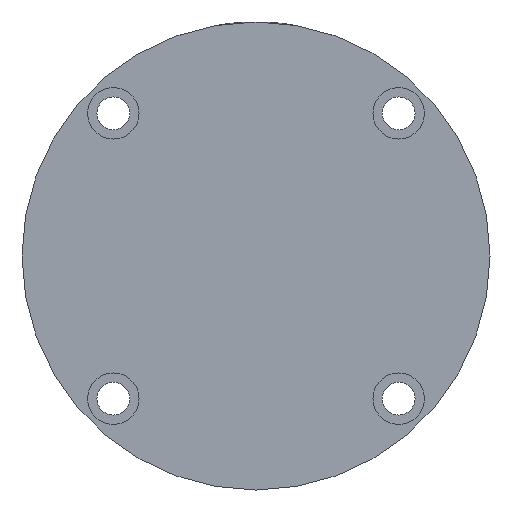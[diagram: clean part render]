
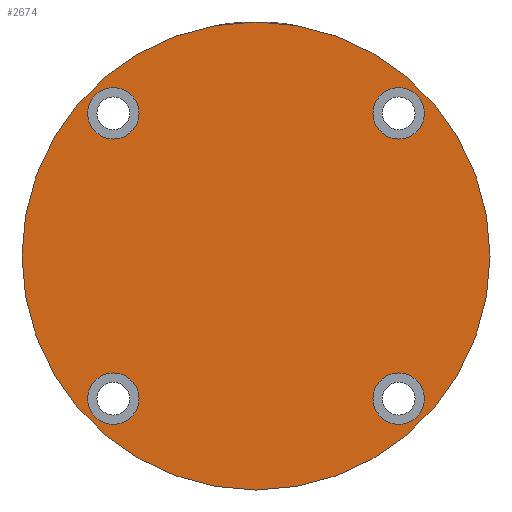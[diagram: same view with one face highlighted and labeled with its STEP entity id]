
A CAD part, left-side view. The second image highlights one B-rep face of the part: STEP entity #2674.
In plain terms, the highlighted face is planar.
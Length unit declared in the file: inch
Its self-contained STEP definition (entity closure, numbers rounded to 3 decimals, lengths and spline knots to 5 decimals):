
#5 = PLANE ( 'NONE',  #1851 ) ;
#25 = ORIENTED_EDGE ( 'NONE', *, *, #1537, .T. ) ;
#33 = CARTESIAN_POINT ( 'NONE',  ( 0.95106, 0.53, 0.77956 ) ) ;
#43 = CARTESIAN_POINT ( 'NONE',  ( 0.95106, 0.53, -0.95106 ) ) ;
#69 = DIRECTION ( 'NONE',  ( 0., 0., 1. ) ) ;
#168 = EDGE_CURVE ( 'NONE', #1999, #2665, #3302, .T. ) ;
#236 = EDGE_CURVE ( 'NONE', #3178, #3175, #3193, .T. ) ;
#277 = VERTEX_POINT ( 'NONE', #640 ) ;
#376 = DIRECTION ( 'NONE',  ( 0., 0., -1. ) ) ;
#387 = AXIS2_PLACEMENT_3D ( 'NONE', #1712, #1698, #1647 ) ;
#417 = DIRECTION ( 'NONE',  ( 0., 0., 1. ) ) ;
#443 = CIRCLE ( 'NONE', #2994, 0.1715 ) ;
#462 = VERTEX_POINT ( 'NONE', #2238 ) ;
#640 = CARTESIAN_POINT ( 'NONE',  ( 0.95106, 0.53, -0.77956 ) ) ;
#710 = CARTESIAN_POINT ( 'NONE',  ( 0.95106, 0.53, -1.12256 ) ) ;
#823 = FACE_OUTER_BOUND ( 'NONE', #2704, .T. ) ;
#886 = CARTESIAN_POINT ( 'NONE',  ( -0.95106, 0.53, 1.12256 ) ) ;
#918 = CARTESIAN_POINT ( 'NONE',  ( -0.95106, 0.53, -0.95106 ) ) ;
#923 = CIRCLE ( 'NONE', #2374, 0.1715 ) ;
#981 = DIRECTION ( 'NONE',  ( 0., 0., 1. ) ) ;
#1066 = DIRECTION ( 'NONE',  ( 0., 1., 0. ) ) ;
#1071 = ORIENTED_EDGE ( 'NONE', *, *, #3555, .F. ) ;
#1082 = CARTESIAN_POINT ( 'NONE',  ( -0.95106, 0.53, 0.95106 ) ) ;
#1151 = DIRECTION ( 'NONE',  ( 0., 1., 0. ) ) ;
#1160 = CARTESIAN_POINT ( 'NONE',  ( -0.95106, 0.53, -0.77956 ) ) ;
#1213 = CARTESIAN_POINT ( 'NONE',  ( 0., 0.53, 0. ) ) ;
#1237 = AXIS2_PLACEMENT_3D ( 'NONE', #1472, #3913, #1816 ) ;
#1286 = DIRECTION ( 'NONE',  ( 0., 0., 1. ) ) ;
#1304 = EDGE_LOOP ( 'NONE', ( #1071, #3867 ) ) ;
#1448 = EDGE_CURVE ( 'NONE', #2665, #1999, #923, .T. ) ;
#1472 = CARTESIAN_POINT ( 'NONE',  ( 0., 0.53, 0. ) ) ;
#1537 = EDGE_CURVE ( 'NONE', #2551, #462, #4426, .T. ) ;
#1562 = DIRECTION ( 'NONE',  ( 0., 0., 1. ) ) ;
#1592 = AXIS2_PLACEMENT_3D ( 'NONE', #1082, #1066, #981 ) ;
#1647 = DIRECTION ( 'NONE',  ( 0., 0., 1. ) ) ;
#1658 = AXIS2_PLACEMENT_3D ( 'NONE', #4065, #1964, #4414 ) ;
#1698 = DIRECTION ( 'NONE',  ( 0., 1., 0. ) ) ;
#1712 = CARTESIAN_POINT ( 'NONE',  ( 0.95106, 0.53, 0.95106 ) ) ;
#1751 = AXIS2_PLACEMENT_3D ( 'NONE', #3946, #1831, #4285 ) ;
#1765 = EDGE_CURVE ( 'NONE', #3279, #2557, #443, .T. ) ;
#1777 = FACE_BOUND ( 'NONE', #3268, .T. ) ;
#1794 = AXIS2_PLACEMENT_3D ( 'NONE', #43, #2528, #417 ) ;
#1816 = DIRECTION ( 'NONE',  ( 0., 0., 1. ) ) ;
#1831 = DIRECTION ( 'NONE',  ( 0., 1., 0. ) ) ;
#1851 = AXIS2_PLACEMENT_3D ( 'NONE', #2809, #2492, #376 ) ;
#1943 = CIRCLE ( 'NONE', #4021, 0.1715 ) ;
#1964 = DIRECTION ( 'NONE',  ( 0., 1., 0. ) ) ;
#1999 = VERTEX_POINT ( 'NONE', #33 ) ;
#2008 = CIRCLE ( 'NONE', #1794, 0.1715 ) ;
#2105 = ORIENTED_EDGE ( 'NONE', *, *, #1448, .F. ) ;
#2197 = DIRECTION ( 'NONE',  ( 0., 1., 0. ) ) ;
#2238 = CARTESIAN_POINT ( 'NONE',  ( 0., 0.53, 1.56 ) ) ;
#2374 = AXIS2_PLACEMENT_3D ( 'NONE', #3244, #1151, #3594 ) ;
#2463 = EDGE_CURVE ( 'NONE', #462, #2551, #3582, .T. ) ;
#2492 = DIRECTION ( 'NONE',  ( 0., -1., 0. ) ) ;
#2528 = DIRECTION ( 'NONE',  ( 0., 1., 0. ) ) ;
#2551 = VERTEX_POINT ( 'NONE', #3589 ) ;
#2557 = VERTEX_POINT ( 'NONE', #1160 ) ;
#2579 = FACE_BOUND ( 'NONE', #3944, .T. ) ;
#2585 = ORIENTED_EDGE ( 'NONE', *, *, #3372, .F. ) ;
#2602 = CIRCLE ( 'NONE', #1751, 0.1715 ) ;
#2646 = VERTEX_POINT ( 'NONE', #710 ) ;
#2665 = VERTEX_POINT ( 'NONE', #2828 ) ;
#2674 = ADVANCED_FACE ( 'PLANAR_0', ( #1777, #4437, #3529, #2579, #823 ), #5, .F. ) ;
#2704 = EDGE_LOOP ( 'NONE', ( #3489, #25 ) ) ;
#2809 = CARTESIAN_POINT ( 'NONE',  ( 0., 0.53, 0. ) ) ;
#2828 = CARTESIAN_POINT ( 'NONE',  ( 0.95106, 0.53, 1.12256 ) ) ;
#2994 = AXIS2_PLACEMENT_3D ( 'NONE', #918, #3376, #1286 ) ;
#3087 = EDGE_CURVE ( 'NONE', #3175, #3178, #1943, .T. ) ;
#3156 = ORIENTED_EDGE ( 'NONE', *, *, #168, .F. ) ;
#3175 = VERTEX_POINT ( 'NONE', #3972 ) ;
#3178 = VERTEX_POINT ( 'NONE', #886 ) ;
#3193 = CIRCLE ( 'NONE', #1592, 0.1715 ) ;
#3244 = CARTESIAN_POINT ( 'NONE',  ( 0.95106, 0.53, 0.95106 ) ) ;
#3268 = EDGE_LOOP ( 'NONE', ( #2585, #4451 ) ) ;
#3279 = VERTEX_POINT ( 'NONE', #4214 ) ;
#3302 = CIRCLE ( 'NONE', #387, 0.1715 ) ;
#3371 = ORIENTED_EDGE ( 'NONE', *, *, #3087, .F. ) ;
#3372 = EDGE_CURVE ( 'NONE', #2557, #3279, #2602, .T. ) ;
#3376 = DIRECTION ( 'NONE',  ( 0., 1., 0. ) ) ;
#3489 = ORIENTED_EDGE ( 'NONE', *, *, #2463, .T. ) ;
#3529 = FACE_BOUND ( 'NONE', #3765, .T. ) ;
#3555 = EDGE_CURVE ( 'NONE', #277, #2646, #4302, .T. ) ;
#3582 = CIRCLE ( 'NONE', #1237, 1.56 ) ;
#3589 = CARTESIAN_POINT ( 'NONE',  ( 0., 0.53, -1.56 ) ) ;
#3594 = DIRECTION ( 'NONE',  ( 0., 0., 1. ) ) ;
#3655 = DIRECTION ( 'NONE',  ( 0., 1., 0. ) ) ;
#3765 = EDGE_LOOP ( 'NONE', ( #2105, #3156 ) ) ;
#3867 = ORIENTED_EDGE ( 'NONE', *, *, #4303, .F. ) ;
#3913 = DIRECTION ( 'NONE',  ( 0., 1., 0. ) ) ;
#3944 = EDGE_LOOP ( 'NONE', ( #4186, #3371 ) ) ;
#3946 = CARTESIAN_POINT ( 'NONE',  ( -0.95106, 0.53, -0.95106 ) ) ;
#3972 = CARTESIAN_POINT ( 'NONE',  ( -0.95106, 0.53, 0.77956 ) ) ;
#4017 = AXIS2_PLACEMENT_3D ( 'NONE', #1213, #3655, #1562 ) ;
#4021 = AXIS2_PLACEMENT_3D ( 'NONE', #4288, #2197, #69 ) ;
#4065 = CARTESIAN_POINT ( 'NONE',  ( 0.95106, 0.53, -0.95106 ) ) ;
#4186 = ORIENTED_EDGE ( 'NONE', *, *, #236, .F. ) ;
#4214 = CARTESIAN_POINT ( 'NONE',  ( -0.95106, 0.53, -1.12256 ) ) ;
#4285 = DIRECTION ( 'NONE',  ( 0., 0., 1. ) ) ;
#4288 = CARTESIAN_POINT ( 'NONE',  ( -0.95106, 0.53, 0.95106 ) ) ;
#4302 = CIRCLE ( 'NONE', #1658, 0.1715 ) ;
#4303 = EDGE_CURVE ( 'NONE', #2646, #277, #2008, .T. ) ;
#4414 = DIRECTION ( 'NONE',  ( 0., 0., 1. ) ) ;
#4426 = CIRCLE ( 'NONE', #4017, 1.56 ) ;
#4437 = FACE_BOUND ( 'NONE', #1304, .T. ) ;
#4451 = ORIENTED_EDGE ( 'NONE', *, *, #1765, .F. ) ;
